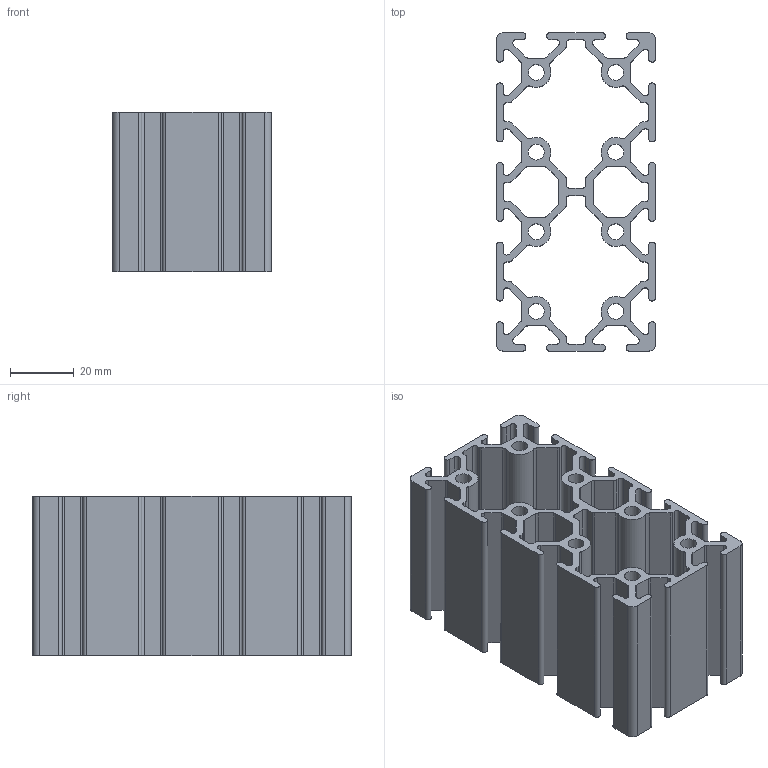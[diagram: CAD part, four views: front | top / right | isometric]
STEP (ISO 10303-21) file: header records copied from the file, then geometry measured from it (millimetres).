
FILE_DESCRIPTION( ( '' ), ' ' );
FILE_NAME( '5ae38b2121328b0fca4b53e6.step', '2018-04-27T20:42:10', ( '' ), ( '' ), ' ', ' ', ' ' );
FILE_SCHEMA( ( 'AUTOMOTIVE_DESIGN { 1 0 10303 214 1 1 1 1 }' ) );
Length unit declared in the file: metre
Products named in the file (1): Part 1
Bounding box: 50 x 100 x 50 mm (x, y, z)
Volume: 68653.6 mm3; surface area: 59110.6 mm2
Topology: 1 solids, 1 shells, 298 faces, 888 edges, 592 vertices
Faces by surface type: cylinder 160, plane 138
Full cylindrical faces by diameter (mm): 5 x8
Entity records: 12520 total; most frequent: DIRECTION 1798, CARTESIAN_POINT 1771, ORIENTED_EDGE 1760, EDGE_CURVE 880, AXIS2_PLACEMENT_3D 619, VERTEX_POINT 592, LINE 560, VECTOR 560
